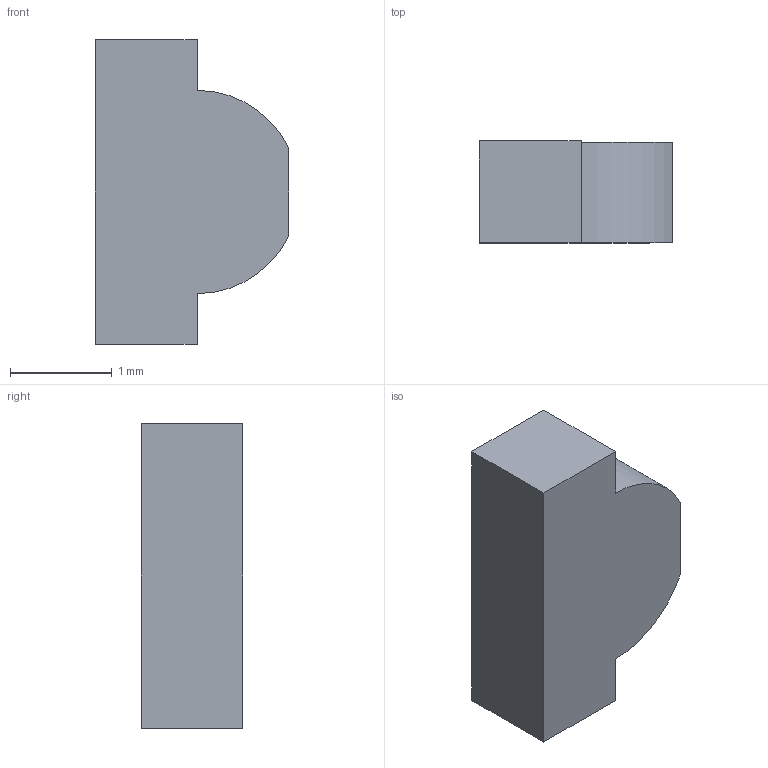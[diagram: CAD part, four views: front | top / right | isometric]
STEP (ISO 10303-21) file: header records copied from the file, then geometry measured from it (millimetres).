
FILE_DESCRIPTION(/* description */ ('Alibre Inc.'),/* implementation_level */ '2;1');
FILE_NAME(/* name */ 'export-5636016D-A372-4F57-8B9A-2BD3AF7420CA',/* time_stamp */ '2022-08-07T20:10:10-07:00',/* author */ (''),/* organization */ (''),/* preprocessor_version */ 'ST-DEVELOPER v17',/* originating_system */ 'Alibre',/* authorisation */ '');
FILE_SCHEMA (('CONFIG_CONTROL_DESIGN'));
Length unit declared in the file: centimetre
Bounding box: 1.9 x 1 x 3 mm (x, y, z)
Volume: 4.5 mm3; surface area: 18.1 mm2
Topology: 1 solids, 1 shells, 14 faces, 36 edges, 24 vertices
Faces by surface type: plane 12, cylinder 2
Entity records: 493 total; most frequent: CARTESIAN_POINT 73, ORIENTED_EDGE 72, DIRECTION 55, EDGE_CURVE 36, VECTOR 31, LINE 31, VERTEX_POINT 24, AXIS2_PLACEMENT_3D 18
